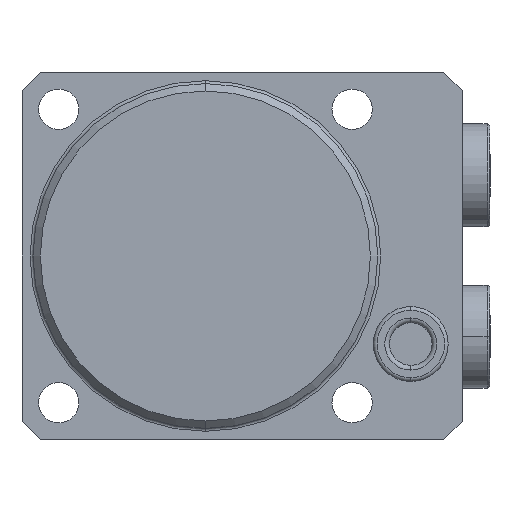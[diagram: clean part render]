
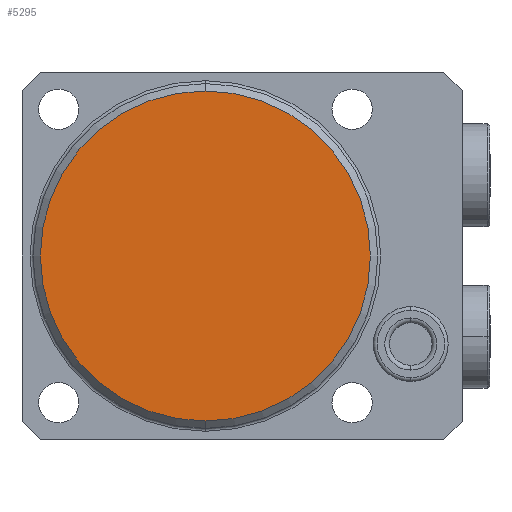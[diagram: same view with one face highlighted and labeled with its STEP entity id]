
A CAD part, front view. The second image highlights one B-rep face of the part: STEP entity #5295.
In plain terms, the highlighted planar face has unit normal (0, -1, 0).
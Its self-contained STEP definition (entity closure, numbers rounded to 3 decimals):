
#867 = VERTEX_POINT ( 'NONE', #7279 ) ;
#870 = VERTEX_POINT ( 'NONE', #7276 ) ;
#1035 = AXIS2_PLACEMENT_3D ( 'NONE', #3791, #3790, #3789 ) ;
#1248 = AXIS2_PLACEMENT_3D ( 'NONE', #2601, #2600, #2599 ) ;
#1266 = AXIS2_PLACEMENT_3D ( 'NONE', #6313, #6982, #6981 ) ;
#1706 = EDGE_LOOP ( 'NONE', ( #6026, #6027 ) ) ;
#2599 = DIRECTION ( 'NONE',  ( 0., 0., 1. ) ) ;
#2600 = DIRECTION ( 'NONE',  ( 0., -1., 0. ) ) ;
#2601 = CARTESIAN_POINT ( 'NONE',  ( 0., -45.5, 0. ) ) ;
#3061 = CIRCLE ( 'NONE', #1035, 22.5 ) ;
#3789 = DIRECTION ( 'NONE',  ( 0., 0., 1. ) ) ;
#3790 = DIRECTION ( 'NONE',  ( 0., -1., 0. ) ) ;
#3791 = CARTESIAN_POINT ( 'NONE',  ( 0., -45.5, 0. ) ) ;
#4841 = CIRCLE ( 'NONE', #1248, 22.5 ) ;
#4900 = FACE_OUTER_BOUND ( 'NONE', #1706, .T. ) ;
#5295 = ADVANCED_FACE ( 'NONE', ( #4900 ), #6921, .F. ) ;
#5434 = EDGE_CURVE ( 'NONE', #867, #870, #4841, .T. ) ;
#5850 = EDGE_CURVE ( 'NONE', #870, #867, #3061, .T. ) ;
#6026 = ORIENTED_EDGE ( 'NONE', *, *, #5434, .T. ) ;
#6027 = ORIENTED_EDGE ( 'NONE', *, *, #5850, .T. ) ;
#6313 = CARTESIAN_POINT ( 'NONE',  ( 0., -45.5, 0. ) ) ;
#6921 = PLANE ( 'NONE',  #1266 ) ;
#6981 = DIRECTION ( 'NONE',  ( 0., 0., 1. ) ) ;
#6982 = DIRECTION ( 'NONE',  ( 0., 1., 0. ) ) ;
#7276 = CARTESIAN_POINT ( 'NONE',  ( 0., -45.5, -22.5 ) ) ;
#7279 = CARTESIAN_POINT ( 'NONE',  ( 0., -45.5, 22.5 ) ) ;
